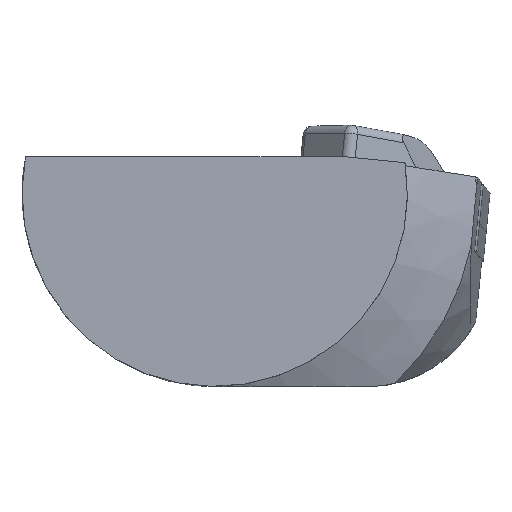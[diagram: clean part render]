
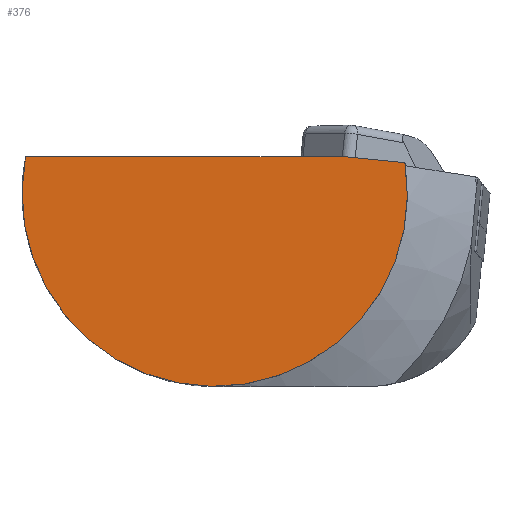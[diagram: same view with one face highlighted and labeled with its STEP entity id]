
A CAD part, top view. The second image highlights one B-rep face of the part: STEP entity #376.
In plain terms, the highlighted planar face has unit normal (0, 0, 1).
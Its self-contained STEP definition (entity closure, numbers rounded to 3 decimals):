
#376=ADVANCED_FACE('240[2]',(#941),#942,.F.);
#464=EDGE_CURVE('240[2]',#1061,#798,#1062,.T.);
#575=EDGE_CURVE('240[2]',#1061,#857,#1197,.T.);
#695=EDGE_CURVE('240[2]',#857,#798,#1333,.T.);
#798=VERTEX_POINT('',#1456);
#857=VERTEX_POINT('',#1539);
#941=FACE_OUTER_BOUND('',#1686,.T.);
#942=PLANE('',#1687);
#1061=VERTEX_POINT('',#1862);
#1062=LINE('',#1863,#1864);
#1197=LINE('',#2094,#2095);
#1333=CIRCLE('',#2353,31.5);
#1456=CARTESIAN_POINT('',(31.091,5.062,0.));
#1539=CARTESIAN_POINT('',(-30.923,6.,0.));
#1686=EDGE_LOOP('',(#2580,#2581,#2582));
#1687=AXIS2_PLACEMENT_3D('',#2583,#2584,#2585);
#1862=CARTESIAN_POINT('',(21.656,6.,0.));
#1863=CARTESIAN_POINT('',(21.656,6.,0.));
#1864=VECTOR('',#2708,9.481);
#2094=CARTESIAN_POINT('',(21.656,6.,0.));
#2095=VECTOR('',#2890,52.58);
#2353=AXIS2_PLACEMENT_3D('',#3090,#3091,#3092);
#2580=ORIENTED_EDGE('',*,*,#695,.T.);
#2581=ORIENTED_EDGE('',*,*,#464,.F.);
#2582=ORIENTED_EDGE('',*,*,#575,.T.);
#2583=CARTESIAN_POINT('',(0.,-12.75,0.));
#2584=DIRECTION('',(0.,0.0,-1.0));
#2585=DIRECTION('',(-1.0,0.,0.));
#2708=DIRECTION('',(0.995,-0.099,0.));
#2890=DIRECTION('',(-1.0,0.,0.));
#3090=CARTESIAN_POINT('',(0.,0.,0.));
#3091=DIRECTION('',(0.,0.0,1.0));
#3092=DIRECTION('',(1.0,0.,0.));
